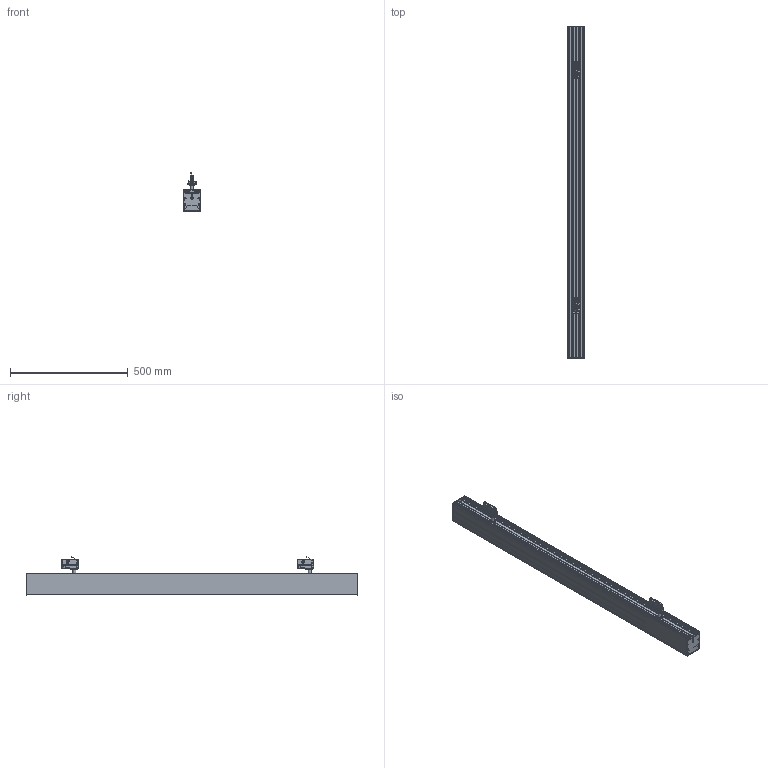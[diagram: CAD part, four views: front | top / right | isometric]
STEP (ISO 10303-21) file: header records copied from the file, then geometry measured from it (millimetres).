
FILE_DESCRIPTION(/* description */ ('This is a sample STEP configuration'),/* implementation_level */ '2;1');
FILE_NAME(/* name */ '728-501051xxxxxx SIMPLE.ipt_Rev_00.4.stp',/* time_stamp */ '2023-04-06T10:36:36+02:00',/* author */ ('powerJobs'),/* organization */ ('coolOrange'),/* preprocessor_version */ 'ST-DEVELOPER v19.2',/* originating_system */ 'Autodesk Inventor 2023',/* authorisation */ '');
FILE_SCHEMA (('AUTOMOTIVE_DESIGN { 1 0 10303 214 3 1 1 }'));
Products named in the file (1): ENG000018609
Bounding box: 76.2 x 1411 x 162.04 mm (x, y, z)
Volume: 1310694.7 mm3; surface area: 1432865.4 mm2
Topology: 5 solids, 5 shells, 6646 faces, 18854 edges, 11920 vertices
Faces by surface type: plane 3371, cylinder 1823, bspline 1222, torus 108, sphere 72, cone 50
Full cylindrical faces by diameter (mm): 2.459 x8, 3.2 x4, 3.5 x4, 4.9 x2, 5 x2, 5.5 x4, 8 x4, 8.667 x2, 10 x2, 12.5 x2, 13 x4, 20 x2, 25 x2
Entity records: 232859 total; most frequent: CARTESIAN_POINT 57885, ORIENTED_EDGE 37680, DIRECTION 31712, EDGE_CURVE 18840, LINE 12362, VECTOR 12362, VERTEX_POINT 11920, AXIS2_PLACEMENT_3D 9675
